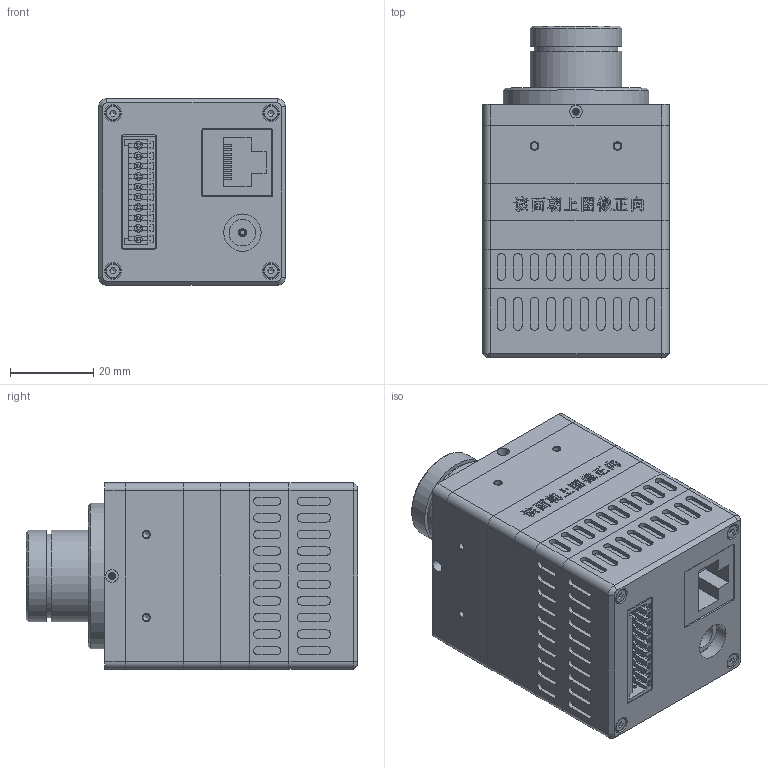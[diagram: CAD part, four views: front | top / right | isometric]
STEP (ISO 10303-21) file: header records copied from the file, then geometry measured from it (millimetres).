
FILE_DESCRIPTION (( 'STEP AP203' ), '1' );
FILE_NAME ('680137.STEP', '2025-04-17T01:21:29', ( 'Windows User' ), ( 'P R C' ), 'SwSTEP 2.0', 'SolidWorks 2020', '' );
FILE_SCHEMA (( 'CONFIG_CONTROL_DESIGN' ));
Length unit declared in the file: millimetre
Products named in the file (65): SU144_ASM_2_ASM_1_ASM_1_ASM_1_ASM; BOARD_OUTLINE_3_1_1_1; BOARD_OUTLINE_1_2_3_4_5_8_ASM_1_ASM; BOARD_OUTLINE_1_2_9_1_1_1_1; _X2_96F64EF6_X0_2_1_1_2; 40_27_1_1_1; BOARD_OUTLINE_1_2_3_4_5_8_1_1_1; _X2_96F64EF6_X0_4_1_1_2; _M200_3_1_1_1; 3C00127200-3-SOLID1_1_1_1_1; BOARD_OUTLINE_1_2_9_2_1_1_1; 1AHB1700001_01-1-SOLID1_1_1_1_1; 1AHB1700001_01-2-SOLID1_1_1_1_1; BOARD_OUTLINE_1_2_9_ASM_1_ASM_1_ASM; BOARD_OUTLINE_1_2_3_4_5_8_3_1_1; AK612ANLPG-36PIN_6_1; 30_19_1_1_1; F91-48_1_1_2; 0R5BTB-20-2-BOT_2_1_1_1; TM6448--00_ASM_469_ASM_1_ASM_1__ASM; 3D00328500-2_3D00328553-1_3D003; 640-CONNECT_ASM_2_ASM_1_ASM_1_A_ASM; 680137; ADMI35F0B1F9AINW_ASM_1_1_2_ASM; DC-3_5_1_1_1; SC-TM06X-XX_S0_ASM_2_ASM_1_ASM; _X2_96F64EF6_X0_5_1_1_2; COMPONENTS_ASM_5_ASM_1_ASM_1_AS_ASM; 640CONNECT-1_ASM_1_ASM_1_ASM_1__ASM; 640-CONNECT-231113_ASM_8_ASM_1__ASM; 640480_ASM_1_ASM_1_ASM_1_ASM; JINGTOUZUO-M25X05_S1; 3C00127200-2-SOLID1_1_1_1_1; RJ45-14P-LED-H16R9_7_1_1_1; M2X45_5_1_1_1; COMPONENTS_1_2_3_4_ASM_4_ASM_1__ASM; SENSOR-AK612ANLPG_ASM_1_ASM_1_ASM; _X2_96F64EF6_X0_3_1_1_2; 0R5BTB-20-2-TOP_2_1_1_1; BOARD_OUTLINE_1_2_3_4_5_8_2_1_1 ...
Assembly tree (72 placements, depth 9):
  680137
    AK640_ASM_1_ASM
      SC-TM06X-XX_S0_ASM_2_ASM_1_ASM
        640480_ASM_1_ASM_1_ASM_1_ASM
          TM6448--00_ASM_469_ASM_1_ASM_1__ASM
            640-SENSOR_ASM_8_ASM_1_ASM_1_AS_ASM
              640-SENSOR_1_ASM_1_ASM_1_ASM_1__ASM
                BOARD_OUTLINE_3_1_1_1
                COMPONENTS_ASM_5_ASM_1_ASM_1_AS_ASM
                  FPC0R5-5P_2_1_1_1
              SENSOR-AK612ANLPG_ASM_1_ASM_1_ASM
                AK612ANLPG-36PIN_6_1
            10_66_1_1_1
            SU144_ASM_2_ASM_1_ASM_1_ASM_1_ASM
              1AHB1700005_ASM_1_ASM_1_ASM_1_A_ASM
                3C00127200-1-SOLID1_1_1_1_1
                NONE_1_1_1_1
                3D00328500-2_3D00328553-1_3D003
                1AHB1700001_01-2-SOLID1_1_1_1_1
                3C00127200-3-SOLID1_1_1_1_1
                3C00127200-2-SOLID1_1_1_1_1
                3C00127200-4-SOLID1_1_1_1_1
                1AHB1700001_01-1-SOLID1_1_1_1_1
            20_21_1_2_1
            30_19_1_1_1
            M2X6_4_1_1_1  x4
            40_27_1_1_1
            _0100_149_1_2_1
            M2X45_5_1_1_1  x4
            640-CONNECT-231113_ASM_8_ASM_1__ASM
              640-CONNECT_ASM_2_ASM_1_ASM_1_A_ASM
                BOARD_OUTLINE_1_2_9_ASM_1_ASM_1_ASM
                  BOARD_OUTLINE_1_2_9_1_1_1_1
                  BOARD_OUTLINE_1_2_9_2_1_1_1
                  BOARD_OUTLINE_1_2_9_3_1_1_1
                COMPONENTS_1_2_3_ASM_9_ASM_1_AS_ASM
                  DC-3_5_1_1_1
                  RJ45-14P-LED-H16R9_7_1_1_1
                  0R5BTB-20-2-TOP_2_1_1_1
            640-SMALL-CON1_ASM_3_ASM_1_ASM__ASM
              640CONNECT-1_ASM_1_ASM_1_ASM_1__ASM
                BOARD_OUTLINE_1_2_3_4_5_8_ASM_1_ASM
                  BOARD_OUTLINE_1_2_3_4_5_8_1_1_1
                  BOARD_OUTLINE_1_2_3_4_5_8_2_1_1
                  BOARD_OUTLINE_1_2_3_4_5_8_3_1_1
                COMPONENTS_1_2_3_4_ASM_4_ASM_1__ASM
                  R0402_1_2_3_4_1_1_1_1  x2
                  TH10P-2R5_17_1_1_1
                  GH-1R25-3P_1_1_1_1
                  0R5BTB-20-2-BOT_2_1_1_1
            _M200_3_1_1_1  x2
    JINGTOUZUO-M25X05_S1
    ASM0002_ASM
      DEG-HW9_1W06-12-M20001_ASM_1__2_ASM
        ADMI35F0B1F9AINW_ASM_1_1_2_ASM
          ADMI35F0B1F9AINW_ASM_1_1_2_ASM
          _X2_96F64EF6_X0_2_1_1_2
          F91-47_1_1_2
          F91-48_1_1_2
          F91-49_1_1_2
Bounding box: 45 x 79.93 x 45 mm (x, y, z)
Volume: 81436.9 mm3; surface area: 73949.2 mm2
Topology: 45 solids, 80 shells, 3112 faces, 8316 edges, 5619 vertices
Faces by surface type: plane 1980, cylinder 932, bspline 108, cone 92
Full cylindrical faces by diameter (mm): 0.46 x36, 0.65 x10, 0.7 x41, 0.74 x4, 0.8 x6, 1 x5, 1.1 x4, 1.2 x1, 1.25 x8, 1.4 x2, 1.5 x5, 1.55 x4, 1.6 x27, 1.7 x6, 1.8 x10, 2 x29, 2.2 x32, 2.406 x1, 2.408 x2, 2.434 x1, 2.5 x2, 3 x8, 3.2 x2, 3.5 x8, 3.6 x8, 4 x8, 6.4 x1, 9 x1, 10.62 x1, 15.4 x2
Entity records: 117902 total; most frequent: CARTESIAN_POINT 41437, ORIENTED_EDGE 14310, DIRECTION 13306, EDGE_CURVE 7197, VERTEX_POINT 5056, LINE 4822, VECTOR 4822, AXIS2_PLACEMENT_3D 4242
